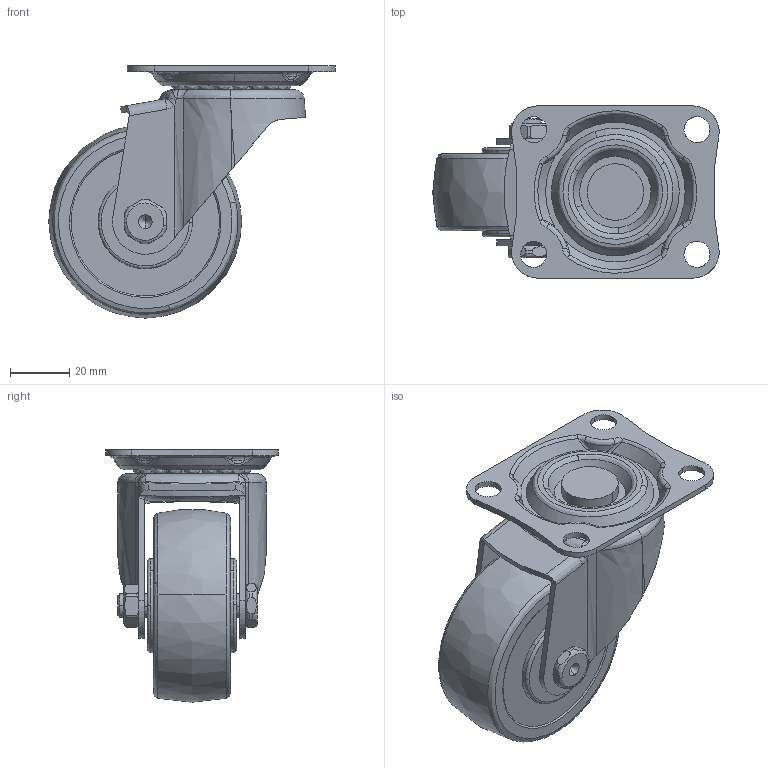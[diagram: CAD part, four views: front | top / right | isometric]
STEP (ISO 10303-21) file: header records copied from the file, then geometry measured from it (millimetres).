
FILE_DESCRIPTION((''),'2;1');
FILE_NAME('','2005-12-16T10:52:50',(''),(''),'','CADfix','');
FILE_SCHEMA(('AUTOMOTIVE_DESIGN'));
Length unit declared in the file: millimetre
Products named in the file (6): body; wheel; mounting plate; main shaft; axle; 320S_R65_7832_36
Assembly tree (5 placements, depth 2):
  320S_R65_7832_36
    body
    wheel
    mounting plate
    main shaft
    axle
Bounding box: 96.5 x 58 x 85 mm (x, y, z)
Volume: 116835.7 mm3; surface area: 40555.8 mm2
Topology: 5 solids, 5 shells, 319 faces, 929 edges, 632 vertices
Faces by surface type: bspline 319
Entity records: 21606 total; most frequent: CARTESIAN_POINT 16527, ORIENTED_EDGE 1848, EDGE_CURVE 924, VERTEX_POINT 632, EDGE_LOOP 354, FACE_OUTER_BOUND 319, ADVANCED_FACE 319, B_SPLINE_CURVE_WITH_KNOTS 209
